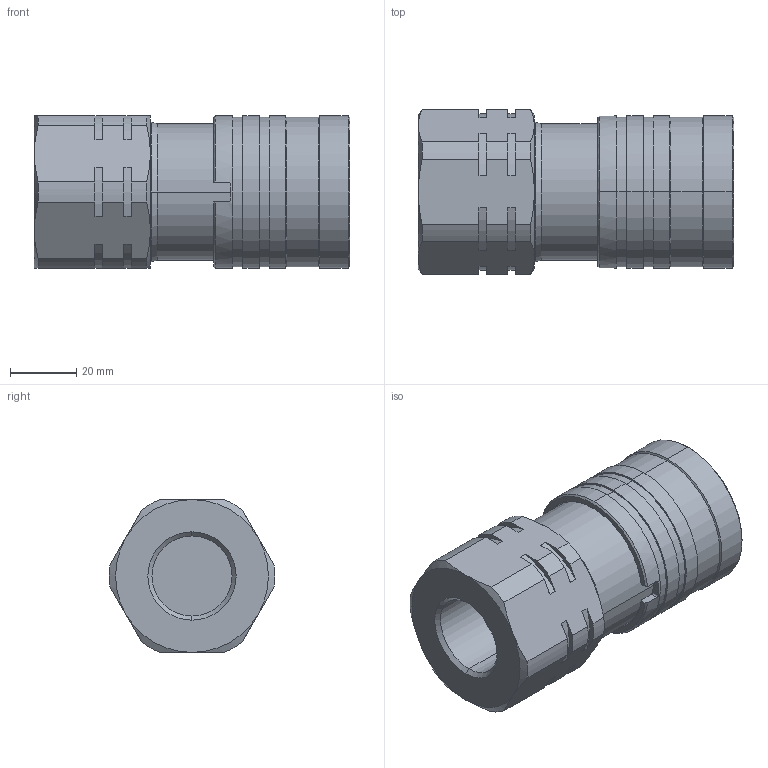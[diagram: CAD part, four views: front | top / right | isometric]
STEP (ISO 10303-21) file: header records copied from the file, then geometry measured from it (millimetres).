
FILE_DESCRIPTION (( 'STEP AP214' ), '1' );
FILE_NAME ('IF7510 RV.STEP', '2015-08-28T07:57:47', ( 'admin' ), ( 'Microsoft' ), 'SwSTEP 2.0', 'SolidWorks 2009', '' );
FILE_SCHEMA (( 'AUTOMOTIVE_DESIGN' ));
Length unit declared in the file: millimetre
Products named in the file (1): IF7510 RV
Bounding box: 95 x 49.96 x 46 mm (x, y, z)
Volume: 145969.7 mm3; surface area: 22344.8 mm2
Topology: 1 solids, 1 shells, 171 faces, 425 edges, 266 vertices
Faces by surface type: cylinder 71, plane 50, cone 41, torus 7, bspline 2
Entity records: 5396 total; most frequent: CARTESIAN_POINT 1256, DIRECTION 898, ORIENTED_EDGE 850, EDGE_CURVE 425, AXIS2_PLACEMENT_3D 353, VERTEX_POINT 266, LINE 192, VECTOR 192
